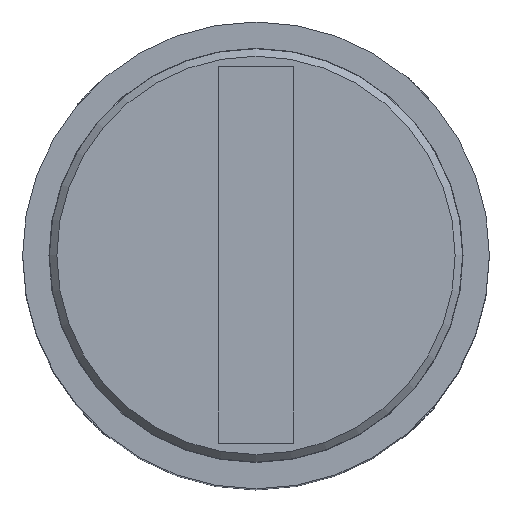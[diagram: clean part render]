
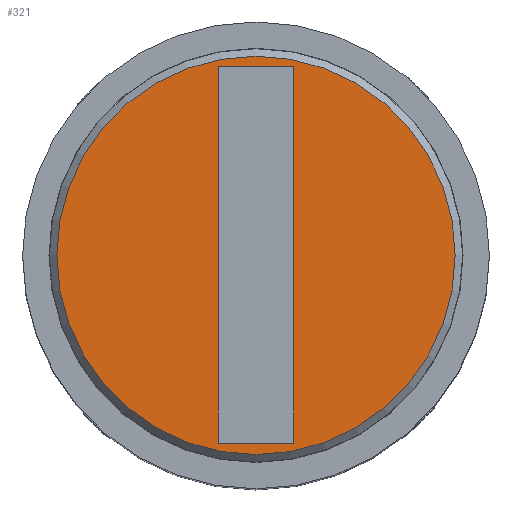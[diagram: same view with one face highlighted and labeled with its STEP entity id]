
A CAD part, top view. The second image highlights one B-rep face of the part: STEP entity #321.
In plain terms, the highlighted planar face has unit normal (0, 0, 1).
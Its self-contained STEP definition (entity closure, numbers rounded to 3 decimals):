
#97=LINE('',#2663,#137);
#103=LINE('',#2680,#143);
#109=LINE('',#2699,#149);
#110=LINE('',#2700,#150);
#137=VECTOR('',#910,1.);
#143=VECTOR('',#922,1.);
#149=VECTOR('',#936,1.);
#150=VECTOR('',#937,1.);
#275=PLANE('',#823);
#321=ADVANCED_FACE('',(#383,#384),#275,.F.);
#383=FACE_BOUND('',#447,.T.);
#384=FACE_BOUND('',#448,.T.);
#447=EDGE_LOOP('',(#539));
#448=EDGE_LOOP('',(#540,#541,#542,#543));
#539=ORIENTED_EDGE('',*,*,#731,.T.);
#540=ORIENTED_EDGE('',*,*,#715,.F.);
#541=ORIENTED_EDGE('',*,*,#732,.F.);
#542=ORIENTED_EDGE('',*,*,#723,.F.);
#543=ORIENTED_EDGE('',*,*,#733,.F.);
#655=VERTEX_POINT('',#2664);
#656=VERTEX_POINT('',#2665);
#663=VERTEX_POINT('',#2681);
#664=VERTEX_POINT('',#2682);
#671=VERTEX_POINT('',#2698);
#715=EDGE_CURVE('',#655,#656,#97,.T.);
#723=EDGE_CURVE('',#663,#664,#103,.T.);
#731=EDGE_CURVE('',#671,#671,#779,.T.);
#732=EDGE_CURVE('',#664,#655,#109,.T.);
#733=EDGE_CURVE('',#656,#663,#110,.T.);
#779=CIRCLE('',#822,26.45);
#822=AXIS2_PLACEMENT_3D('',#2697,#934,#935);
#823=AXIS2_PLACEMENT_3D('',#2701,#938,#939);
#910=DIRECTION('',(0.,1.,0.));
#922=DIRECTION('',(0.,-1.,0.));
#934=DIRECTION('',(0.,0.,1.));
#935=DIRECTION('',(-1.,0.,0.));
#936=DIRECTION('',(1.,0.,0.));
#937=DIRECTION('',(-1.,0.,0.));
#938=DIRECTION('',(0.,0.,-1.));
#939=DIRECTION('',(-1.,0.,0.));
#2663=CARTESIAN_POINT('',(4.431,-24.431,88.));
#2664=CARTESIAN_POINT('',(4.431,-24.431,88.));
#2665=CARTESIAN_POINT('',(4.431,25.569,88.));
#2680=CARTESIAN_POINT('',(-5.569,25.569,88.));
#2681=CARTESIAN_POINT('',(-5.569,25.569,88.));
#2682=CARTESIAN_POINT('',(-5.569,-24.431,88.));
#2697=CARTESIAN_POINT('',(-0.569,0.569,88.));
#2698=CARTESIAN_POINT('',(-27.019,0.569,88.));
#2699=CARTESIAN_POINT('',(-5.569,-24.431,88.));
#2700=CARTESIAN_POINT('',(4.431,25.569,88.));
#2701=CARTESIAN_POINT('',(-0.569,0.569,88.));
